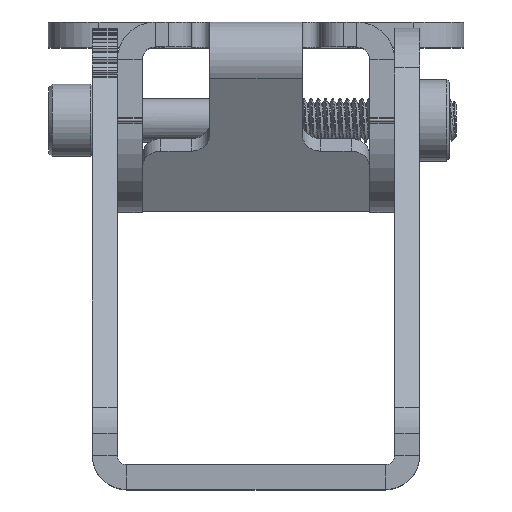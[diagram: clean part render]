
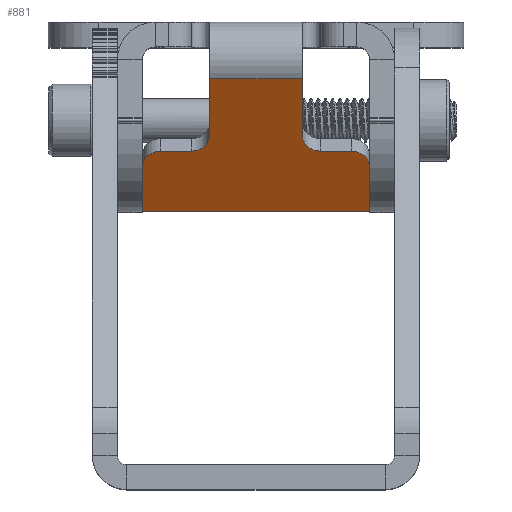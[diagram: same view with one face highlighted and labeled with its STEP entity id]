
A CAD part, top view. The second image highlights one B-rep face of the part: STEP entity #881.
In plain terms, the highlighted face is planar.
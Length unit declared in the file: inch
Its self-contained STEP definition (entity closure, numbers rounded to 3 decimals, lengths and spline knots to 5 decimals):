
#12 = LINE ( 'NONE', #1121, #6938 ) ;
#222 = CIRCLE ( 'NONE', #5763, 0.1 ) ;
#323 = VERTEX_POINT ( 'NONE', #3012 ) ;
#379 = ORIENTED_EDGE ( 'NONE', *, *, #5162, .T. ) ;
#435 = CARTESIAN_POINT ( 'NONE',  ( 1.67202, -0.69811, 0.6145 ) ) ;
#599 = AXIS2_PLACEMENT_3D ( 'NONE', #10696, #6066, #13211 ) ;
#620 = AXIS2_PLACEMENT_3D ( 'NONE', #14371, #14294, #2236 ) ;
#629 = LINE ( 'NONE', #1964, #13499 ) ;
#667 = VERTEX_POINT ( 'NONE', #13720 ) ;
#881 = ADVANCED_FACE ( 'NONE', ( #5797 ), #6915, .F. ) ;
#1121 = CARTESIAN_POINT ( 'NONE',  ( 1.53536, -0.9348, -0.25 ) ) ;
#1417 = CARTESIAN_POINT ( 'NONE',  ( 1.53536, -0.9348, -0.6145 ) ) ;
#1430 = DIRECTION ( 'NONE',  ( 0., 0., 1. ) ) ;
#1635 = CIRCLE ( 'NONE', #10752, 0.1 ) ;
#1739 = VECTOR ( 'NONE', #4688, 39.37008 ) ;
#1942 = CARTESIAN_POINT ( 'NONE',  ( 1.67202, -0.69811, 0.5145 ) ) ;
#1964 = CARTESIAN_POINT ( 'NONE',  ( 1.67202, -0.69811, 0.25 ) ) ;
#2139 = CARTESIAN_POINT ( 'NONE',  ( 1.67202, -0.69811, -0.5145 ) ) ;
#2191 = DIRECTION ( 'NONE',  ( 0.866, -0.5, 0. ) ) ;
#2209 = EDGE_CURVE ( 'NONE', #3749, #7890, #1635, .T. ) ;
#2236 = DIRECTION ( 'NONE',  ( -0.5, -0.866, 0. ) ) ;
#2341 = DIRECTION ( 'NONE',  ( -0.5, -0.866, 0. ) ) ;
#2457 = EDGE_LOOP ( 'NONE', ( #2612, #5265, #2744, #7886, #10116, #4834, #11391, #12658, #13900, #6299, #14848, #379 ) ) ;
#2460 = CARTESIAN_POINT ( 'NONE',  ( 1.48452, -1.02286, 0.6145 ) ) ;
#2526 = CARTESIAN_POINT ( 'NONE',  ( 1.89754, -0.3075, 0.545 ) ) ;
#2612 = ORIENTED_EDGE ( 'NONE', *, *, #3021, .T. ) ;
#2744 = ORIENTED_EDGE ( 'NONE', *, *, #2949, .F. ) ;
#2949 = EDGE_CURVE ( 'NONE', #667, #15110, #13428, .T. ) ;
#2991 = VECTOR ( 'NONE', #6769, 39.37008 ) ;
#3012 = CARTESIAN_POINT ( 'NONE',  ( 1.72202, -0.6115, -0.25 ) ) ;
#3021 = EDGE_CURVE ( 'NONE', #7183, #12643, #6458, .T. ) ;
#3258 = DIRECTION ( 'NONE',  ( -0.5, -0.866, 0. ) ) ;
#3284 = LINE ( 'NONE', #8191, #2991 ) ;
#3392 = CARTESIAN_POINT ( 'NONE',  ( 1.62202, -0.78471, 0.6145 ) ) ;
#3447 = CARTESIAN_POINT ( 'NONE',  ( 1.62202, -0.78471, -0.6145 ) ) ;
#3749 = VERTEX_POINT ( 'NONE', #1942 ) ;
#4057 = DIRECTION ( 'NONE',  ( 0., 0., -1. ) ) ;
#4556 = DIRECTION ( 'NONE',  ( -0.866, 0.5, 0. ) ) ;
#4619 = DIRECTION ( 'NONE',  ( -0.5, -0.866, 0. ) ) ;
#4675 = EDGE_CURVE ( 'NONE', #8117, #5351, #222, .T. ) ;
#4688 = DIRECTION ( 'NONE',  ( 0., 0., -1. ) ) ;
#4834 = ORIENTED_EDGE ( 'NONE', *, *, #7685, .T. ) ;
#4964 = EDGE_CURVE ( 'NONE', #7890, #14042, #3284, .T. ) ;
#5162 = EDGE_CURVE ( 'NONE', #14042, #7183, #10726, .T. ) ;
#5189 = DIRECTION ( 'NONE',  ( 0., 0., -1. ) ) ;
#5265 = ORIENTED_EDGE ( 'NONE', *, *, #13121, .T. ) ;
#5351 = VERTEX_POINT ( 'NONE', #7518 ) ;
#5580 = CARTESIAN_POINT ( 'NONE',  ( 1.72202, -0.6115, 0.25 ) ) ;
#5763 = AXIS2_PLACEMENT_3D ( 'NONE', #15521, #4556, #2341 ) ;
#5797 = FACE_OUTER_BOUND ( 'NONE', #2457, .T. ) ;
#5936 = VECTOR ( 'NONE', #5189, 39.37008 ) ;
#6066 = DIRECTION ( 'NONE',  ( -0.866, 0.5, 0. ) ) ;
#6214 = DIRECTION ( 'NONE',  ( 0.5, 0.866, 0. ) ) ;
#6299 = ORIENTED_EDGE ( 'NONE', *, *, #2209, .T. ) ;
#6458 = LINE ( 'NONE', #1417, #14061 ) ;
#6769 = DIRECTION ( 'NONE',  ( -0.5, -0.866, 0. ) ) ;
#6915 = PLANE ( 'NONE',  #620 ) ;
#6938 = VECTOR ( 'NONE', #3258, 39.37008 ) ;
#7183 = VERTEX_POINT ( 'NONE', #12200 ) ;
#7409 = CIRCLE ( 'NONE', #9954, 0.1 ) ;
#7518 = CARTESIAN_POINT ( 'NONE',  ( 1.67202, -0.69811, 0.35 ) ) ;
#7685 = EDGE_CURVE ( 'NONE', #10821, #8203, #8621, .T. ) ;
#7886 = ORIENTED_EDGE ( 'NONE', *, *, #9363, .T. ) ;
#7890 = VERTEX_POINT ( 'NONE', #3392 ) ;
#8117 = VERTEX_POINT ( 'NONE', #5580 ) ;
#8191 = CARTESIAN_POINT ( 'NONE',  ( 1.53536, -0.9348, 0.6145 ) ) ;
#8203 = VERTEX_POINT ( 'NONE', #9619 ) ;
#8621 = LINE ( 'NONE', #2526, #10652 ) ;
#9363 = EDGE_CURVE ( 'NONE', #667, #323, #12728, .T. ) ;
#9619 = CARTESIAN_POINT ( 'NONE',  ( 1.89754, -0.3075, 0.25 ) ) ;
#9954 = AXIS2_PLACEMENT_3D ( 'NONE', #12058, #11987, #4619 ) ;
#10116 = ORIENTED_EDGE ( 'NONE', *, *, #15184, .F. ) ;
#10204 = DIRECTION ( 'NONE',  ( 0.5, 0.866, 0. ) ) ;
#10652 = VECTOR ( 'NONE', #1430, 39.37008 ) ;
#10696 = CARTESIAN_POINT ( 'NONE',  ( 1.72202, -0.6115, -0.35 ) ) ;
#10726 = LINE ( 'NONE', #12132, #1739 ) ;
#10752 = AXIS2_PLACEMENT_3D ( 'NONE', #13042, #2191, #15371 ) ;
#10821 = VERTEX_POINT ( 'NONE', #13523 ) ;
#11391 = ORIENTED_EDGE ( 'NONE', *, *, #15510, .F. ) ;
#11987 = DIRECTION ( 'NONE',  ( 0.866, -0.5, 0. ) ) ;
#12058 = CARTESIAN_POINT ( 'NONE',  ( 1.62202, -0.78471, -0.5145 ) ) ;
#12132 = CARTESIAN_POINT ( 'NONE',  ( 1.48452, -1.02286, 0. ) ) ;
#12200 = CARTESIAN_POINT ( 'NONE',  ( 1.48452, -1.02286, -0.6145 ) ) ;
#12643 = VERTEX_POINT ( 'NONE', #3447 ) ;
#12658 = ORIENTED_EDGE ( 'NONE', *, *, #4675, .T. ) ;
#12728 = CIRCLE ( 'NONE', #599, 0.1 ) ;
#13042 = CARTESIAN_POINT ( 'NONE',  ( 1.62202, -0.78471, 0.5145 ) ) ;
#13121 = EDGE_CURVE ( 'NONE', #12643, #15110, #7409, .T. ) ;
#13211 = DIRECTION ( 'NONE',  ( -0.5, -0.866, 0. ) ) ;
#13428 = LINE ( 'NONE', #14639, #5936 ) ;
#13499 = VECTOR ( 'NONE', #10204, 39.37008 ) ;
#13523 = CARTESIAN_POINT ( 'NONE',  ( 1.89754, -0.3075, -0.25 ) ) ;
#13644 = EDGE_CURVE ( 'NONE', #3749, #5351, #14046, .T. ) ;
#13720 = CARTESIAN_POINT ( 'NONE',  ( 1.67202, -0.69811, -0.35 ) ) ;
#13900 = ORIENTED_EDGE ( 'NONE', *, *, #13644, .F. ) ;
#13984 = VECTOR ( 'NONE', #4057, 39.37008 ) ;
#14042 = VERTEX_POINT ( 'NONE', #2460 ) ;
#14046 = LINE ( 'NONE', #435, #13984 ) ;
#14061 = VECTOR ( 'NONE', #6214, 39.37008 ) ;
#14294 = DIRECTION ( 'NONE',  ( -0.866, 0.5, 0. ) ) ;
#14371 = CARTESIAN_POINT ( 'NONE',  ( 1.53536, -0.9348, 0. ) ) ;
#14639 = CARTESIAN_POINT ( 'NONE',  ( 1.67202, -0.69811, 0. ) ) ;
#14848 = ORIENTED_EDGE ( 'NONE', *, *, #4964, .T. ) ;
#15110 = VERTEX_POINT ( 'NONE', #2139 ) ;
#15184 = EDGE_CURVE ( 'NONE', #10821, #323, #12, .T. ) ;
#15371 = DIRECTION ( 'NONE',  ( -0.5, -0.866, 0. ) ) ;
#15510 = EDGE_CURVE ( 'NONE', #8117, #8203, #629, .T. ) ;
#15521 = CARTESIAN_POINT ( 'NONE',  ( 1.72202, -0.6115, 0.35 ) ) ;
